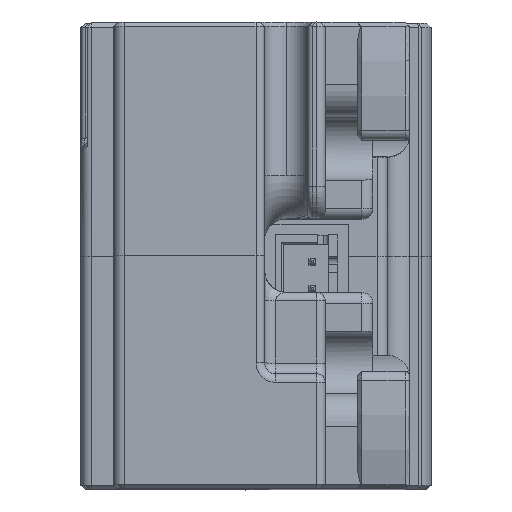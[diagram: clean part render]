
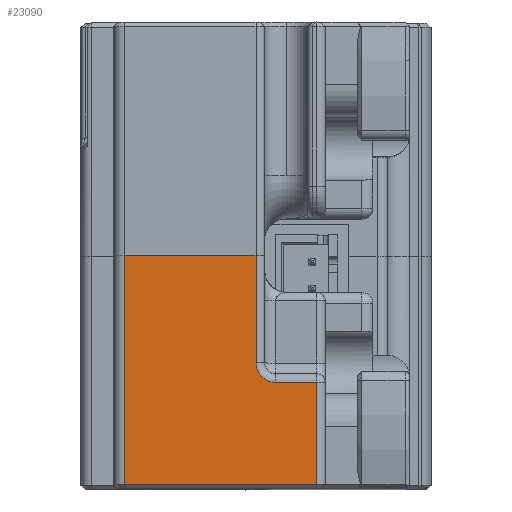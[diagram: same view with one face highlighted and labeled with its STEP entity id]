
A CAD part, top view. The second image highlights one B-rep face of the part: STEP entity #23090.
In plain terms, the highlighted planar face has unit normal (0, 0, 1).
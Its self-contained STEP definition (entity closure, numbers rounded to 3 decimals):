
#1303=FACE_OUTER_BOUND('',#2595,.T.);
#2595=EDGE_LOOP('',(#16354,#16355,#16356,#16357,#16358,#16359,#16360));
#4120=CIRCLE('',#25044,1.8);
#4908=LINE('',#34106,#7274);
#5198=LINE('',#34874,#7564);
#5199=LINE('',#34879,#7565);
#5201=LINE('',#34888,#7567);
#5202=LINE('',#34890,#7568);
#5203=LINE('',#34892,#7569);
#7274=VECTOR('',#27292,10.);
#7564=VECTOR('',#27960,10.);
#7565=VECTOR('',#27967,10.);
#7567=VECTOR('',#27977,10.);
#7568=VECTOR('',#27978,10.);
#7569=VECTOR('',#27979,10.);
#9649=VERTEX_POINT('',#34094);
#9654=VERTEX_POINT('',#34104);
#9887=VERTEX_POINT('',#34873);
#9888=VERTEX_POINT('',#34877);
#9891=VERTEX_POINT('',#34887);
#9892=VERTEX_POINT('',#34889);
#9893=VERTEX_POINT('',#34891);
#12008=EDGE_CURVE('',#9649,#9654,#4908,.T.);
#12370=EDGE_CURVE('',#9649,#9887,#5198,.T.);
#12373=EDGE_CURVE('',#9888,#9654,#5199,.T.);
#12377=EDGE_CURVE('',#9891,#9888,#5201,.T.);
#12378=EDGE_CURVE('',#9892,#9891,#5202,.T.);
#12379=EDGE_CURVE('',#9893,#9892,#5203,.T.);
#12380=EDGE_CURVE('',#9887,#9893,#4120,.T.);
#16354=ORIENTED_EDGE('',*,*,#12008,.T.);
#16355=ORIENTED_EDGE('',*,*,#12373,.F.);
#16356=ORIENTED_EDGE('',*,*,#12377,.F.);
#16357=ORIENTED_EDGE('',*,*,#12378,.F.);
#16358=ORIENTED_EDGE('',*,*,#12379,.F.);
#16359=ORIENTED_EDGE('',*,*,#12380,.F.);
#16360=ORIENTED_EDGE('',*,*,#12370,.F.);
#22248=PLANE('',#25043);
#23090=ADVANCED_FACE('',(#1303),#22248,.F.);
#25043=AXIS2_PLACEMENT_3D('',#34886,#27975,#27976);
#25044=AXIS2_PLACEMENT_3D('',#34893,#27980,#27981);
#27292=DIRECTION('',(-1.,0.,0.));
#27960=DIRECTION('',(0.,-1.,0.));
#27967=DIRECTION('',(0.,1.,0.));
#27975=DIRECTION('center_axis',(0.,0.,
-1.));
#27976=DIRECTION('ref_axis',(-1.,0.,0.));
#27977=DIRECTION('',(-1.,0.,0.));
#27978=DIRECTION('',(0.,-1.,0.));
#27979=DIRECTION('',(1.,0.,0.));
#27980=DIRECTION('center_axis',(0.,0.,
1.));
#27981=DIRECTION('ref_axis',(-0.707,-0.707,0.));
#34094=CARTESIAN_POINT('',(-59.629,128.542,40.967));
#34104=CARTESIAN_POINT('',(-71.829,128.542,40.967));
#34106=CARTESIAN_POINT('',(-56.679,128.542,40.967));
#34873=CARTESIAN_POINT('',(-59.629,118.592,40.967));
#34874=CARTESIAN_POINT('',(-59.629,129.842,40.967));
#34877=CARTESIAN_POINT('',(-71.829,107.342,40.967));
#34879=CARTESIAN_POINT('',(-71.829,118.542,40.967));
#34886=CARTESIAN_POINT('Origin',(-53.729,108.542,40.967));
#34887=CARTESIAN_POINT('',(-54.029,107.342,40.967));
#34888=CARTESIAN_POINT('',(-51.029,107.342,40.967));
#34889=CARTESIAN_POINT('',(-54.029,116.792,40.967));
#34890=CARTESIAN_POINT('',(-54.029,123.442,40.967));
#34891=CARTESIAN_POINT('',(-57.829,116.792,40.967));
#34892=CARTESIAN_POINT('',(-56.179,116.792,40.967));
#34893=CARTESIAN_POINT('Origin',(-57.829,118.592,40.967));
